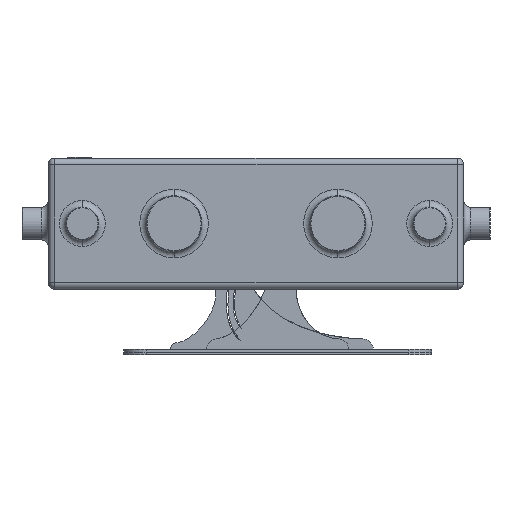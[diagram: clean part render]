
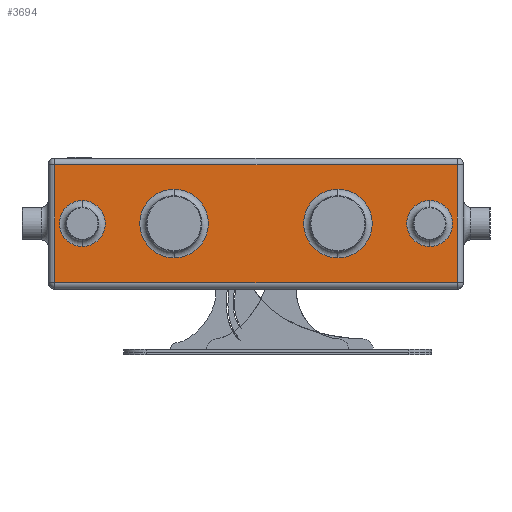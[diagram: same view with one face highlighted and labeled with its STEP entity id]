
A CAD part, left-side view. The second image highlights one B-rep face of the part: STEP entity #3694.
In plain terms, the highlighted planar face has unit normal (-1, 0, 0).
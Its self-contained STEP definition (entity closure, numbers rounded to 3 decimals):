
#247 = CIRCLE ( 'NONE', #16955, 17.5 ) ;
#451 = ORIENTED_EDGE ( 'NONE', *, *, #14648, .T. ) ;
#780 = DIRECTION ( 'NONE',  ( 1., 0., 0. ) ) ;
#1011 = DIRECTION ( 'NONE',  ( 0., 0., -1. ) ) ;
#1202 = CARTESIAN_POINT ( 'NONE',  ( -50., -132.5, 17.5 ) ) ;
#1652 = DIRECTION ( 'NONE',  ( 1., 0., 0. ) ) ;
#1741 = CARTESIAN_POINT ( 'NONE',  ( -50., 62.5, 0. ) ) ;
#1834 = CARTESIAN_POINT ( 'NONE',  ( -50., -62.5, -26.2 ) ) ;
#1853 = EDGE_CURVE ( 'NONE', #4873, #17463, #11661, .T. ) ;
#2282 = DIRECTION ( 'NONE',  ( 1., 0., 0. ) ) ;
#2485 = CARTESIAN_POINT ( 'NONE',  ( -50., -62.5, 26.2 ) ) ;
#2751 = FACE_BOUND ( 'NONE', #24039, .T. ) ;
#2859 = CIRCLE ( 'NONE', #27244, 17.5 ) ;
#3485 = EDGE_LOOP ( 'NONE', ( #28672, #13349, #25295, #18407 ) ) ;
#3566 = CARTESIAN_POINT ( 'NONE',  ( -50., -153.5, 50. ) ) ;
#3694 = ADVANCED_FACE ( 'NONE', ( #8678, #15777, #2751, #33015, #9085 ), #33693, .F. ) ;
#4376 = CARTESIAN_POINT ( 'NONE',  ( -50., 132.5, -17.5 ) ) ;
#4487 = CIRCLE ( 'NONE', #26621, 26.2 ) ;
#4768 = LINE ( 'NONE', #32313, #32505 ) ;
#4873 = VERTEX_POINT ( 'NONE', #19949 ) ;
#5115 = ORIENTED_EDGE ( 'NONE', *, *, #19696, .T. ) ;
#5154 = CIRCLE ( 'NONE', #34344, 26.2 ) ;
#5479 = VERTEX_POINT ( 'NONE', #4376 ) ;
#6368 = ORIENTED_EDGE ( 'NONE', *, *, #21915, .T. ) ;
#6618 = AXIS2_PLACEMENT_3D ( 'NONE', #24783, #33197, #1011 ) ;
#7570 = CARTESIAN_POINT ( 'NONE',  ( -50., -62.5, 0. ) ) ;
#7710 = CARTESIAN_POINT ( 'NONE',  ( -50., -132.5, 0. ) ) ;
#8678 = FACE_OUTER_BOUND ( 'NONE', #3485, .T. ) ;
#8690 = VECTOR ( 'NONE', #29173, 1000. ) ;
#9085 = FACE_BOUND ( 'NONE', #21942, .T. ) ;
#9102 = DIRECTION ( 'NONE',  ( 0., 0., -1. ) ) ;
#9315 = CARTESIAN_POINT ( 'NONE',  ( -50., 62.5, -26.2 ) ) ;
#10110 = EDGE_CURVE ( 'NONE', #27667, #30966, #2859, .T. ) ;
#10127 = AXIS2_PLACEMENT_3D ( 'NONE', #1741, #28653, #26048 ) ;
#10361 = DIRECTION ( 'NONE',  ( 0., 0., -1. ) ) ;
#10368 = CARTESIAN_POINT ( 'NONE',  ( -50., 132.5, 17.5 ) ) ;
#11215 = CARTESIAN_POINT ( 'NONE',  ( -50., -132.5, 0. ) ) ;
#11661 = LINE ( 'NONE', #28585, #31049 ) ;
#12475 = EDGE_LOOP ( 'NONE', ( #6368, #30860 ) ) ;
#12786 = DIRECTION ( 'NONE',  ( 0., -1., 0. ) ) ;
#12815 = VERTEX_POINT ( 'NONE', #9315 ) ;
#12929 = CIRCLE ( 'NONE', #24214, 17.5 ) ;
#13078 = ORIENTED_EDGE ( 'NONE', *, *, #23440, .T. ) ;
#13275 = CARTESIAN_POINT ( 'NONE',  ( -50., -158.5, 45. ) ) ;
#13349 = ORIENTED_EDGE ( 'NONE', *, *, #34617, .T. ) ;
#13848 = VERTEX_POINT ( 'NONE', #21135 ) ;
#13863 = DIRECTION ( 'NONE',  ( 0., 0., 1. ) ) ;
#14645 = CARTESIAN_POINT ( 'NONE',  ( -50., -132.5, -17.5 ) ) ;
#14648 = EDGE_CURVE ( 'NONE', #34634, #22158, #5154, .T. ) ;
#14658 = AXIS2_PLACEMENT_3D ( 'NONE', #14793, #1652, #17624 ) ;
#14793 = CARTESIAN_POINT ( 'NONE',  ( -50., -158.5, 50. ) ) ;
#14854 = VERTEX_POINT ( 'NONE', #29458 ) ;
#15042 = DIRECTION ( 'NONE',  ( 0., 0., -1. ) ) ;
#15332 = CARTESIAN_POINT ( 'NONE',  ( -50., -62.5, 0. ) ) ;
#15709 = CIRCLE ( 'NONE', #23763, 26.2 ) ;
#15777 = FACE_BOUND ( 'NONE', #28501, .T. ) ;
#16955 = AXIS2_PLACEMENT_3D ( 'NONE', #22457, #25189, #9102 ) ;
#16972 = VECTOR ( 'NONE', #13863, 1000. ) ;
#17463 = VERTEX_POINT ( 'NONE', #22149 ) ;
#17624 = DIRECTION ( 'NONE',  ( 0., 0., -1. ) ) ;
#18066 = DIRECTION ( 'NONE',  ( 0., 0., -1. ) ) ;
#18407 = ORIENTED_EDGE ( 'NONE', *, *, #21686, .T. ) ;
#19231 = EDGE_CURVE ( 'NONE', #13848, #33645, #28487, .T. ) ;
#19582 = EDGE_CURVE ( 'NONE', #31251, #5479, #247, .T. ) ;
#19696 = EDGE_CURVE ( 'NONE', #14854, #12815, #4487, .T. ) ;
#19949 = CARTESIAN_POINT ( 'NONE',  ( -50., 153.5, -45. ) ) ;
#20724 = LINE ( 'NONE', #3566, #16972 ) ;
#21135 = CARTESIAN_POINT ( 'NONE',  ( -50., -153.5, 45. ) ) ;
#21686 = EDGE_CURVE ( 'NONE', #17463, #13848, #20724, .T. ) ;
#21915 = EDGE_CURVE ( 'NONE', #5479, #31251, #27039, .T. ) ;
#21942 = EDGE_LOOP ( 'NONE', ( #13078, #25796 ) ) ;
#22149 = CARTESIAN_POINT ( 'NONE',  ( -50., -153.5, -45. ) ) ;
#22158 = VERTEX_POINT ( 'NONE', #1834 ) ;
#22457 = CARTESIAN_POINT ( 'NONE',  ( -50., 132.5, 0. ) ) ;
#23440 = EDGE_CURVE ( 'NONE', #30966, #27667, #12929, .T. ) ;
#23763 = AXIS2_PLACEMENT_3D ( 'NONE', #7570, #2282, #29309 ) ;
#24039 = EDGE_LOOP ( 'NONE', ( #25788, #451 ) ) ;
#24113 = DIRECTION ( 'NONE',  ( 0., 0., -1. ) ) ;
#24214 = AXIS2_PLACEMENT_3D ( 'NONE', #11215, #780, #25128 ) ;
#24783 = CARTESIAN_POINT ( 'NONE',  ( -50., 132.5, 0. ) ) ;
#25128 = DIRECTION ( 'NONE',  ( 0., 0., -1. ) ) ;
#25137 = ORIENTED_EDGE ( 'NONE', *, *, #31142, .T. ) ;
#25189 = DIRECTION ( 'NONE',  ( 1., 0., 0. ) ) ;
#25295 = ORIENTED_EDGE ( 'NONE', *, *, #1853, .T. ) ;
#25788 = ORIENTED_EDGE ( 'NONE', *, *, #34136, .T. ) ;
#25796 = ORIENTED_EDGE ( 'NONE', *, *, #10110, .T. ) ;
#26048 = DIRECTION ( 'NONE',  ( 0., 0., -1. ) ) ;
#26621 = AXIS2_PLACEMENT_3D ( 'NONE', #33708, #31171, #15042 ) ;
#27039 = CIRCLE ( 'NONE', #6618, 17.5 ) ;
#27098 = CARTESIAN_POINT ( 'NONE',  ( -50., 153.5, 45. ) ) ;
#27244 = AXIS2_PLACEMENT_3D ( 'NONE', #7710, #32237, #10361 ) ;
#27667 = VERTEX_POINT ( 'NONE', #1202 ) ;
#28487 = LINE ( 'NONE', #13275, #8690 ) ;
#28501 = EDGE_LOOP ( 'NONE', ( #25137, #5115 ) ) ;
#28585 = CARTESIAN_POINT ( 'NONE',  ( -50., -158.5, -45. ) ) ;
#28653 = DIRECTION ( 'NONE',  ( 1., 0., 0. ) ) ;
#28672 = ORIENTED_EDGE ( 'NONE', *, *, #19231, .T. ) ;
#29011 = CIRCLE ( 'NONE', #10127, 26.2 ) ;
#29173 = DIRECTION ( 'NONE',  ( 0., 1., 0. ) ) ;
#29309 = DIRECTION ( 'NONE',  ( 0., 0., -1. ) ) ;
#29458 = CARTESIAN_POINT ( 'NONE',  ( -50., 62.5, 26.2 ) ) ;
#30860 = ORIENTED_EDGE ( 'NONE', *, *, #19582, .T. ) ;
#30966 = VERTEX_POINT ( 'NONE', #14645 ) ;
#31049 = VECTOR ( 'NONE', #12786, 1000. ) ;
#31142 = EDGE_CURVE ( 'NONE', #12815, #14854, #29011, .T. ) ;
#31171 = DIRECTION ( 'NONE',  ( 1., 0., 0. ) ) ;
#31251 = VERTEX_POINT ( 'NONE', #10368 ) ;
#32237 = DIRECTION ( 'NONE',  ( 1., 0., 0. ) ) ;
#32313 = CARTESIAN_POINT ( 'NONE',  ( -50., 153.5, 50. ) ) ;
#32505 = VECTOR ( 'NONE', #24113, 1000. ) ;
#33015 = FACE_BOUND ( 'NONE', #12475, .T. ) ;
#33197 = DIRECTION ( 'NONE',  ( 1., 0., 0. ) ) ;
#33645 = VERTEX_POINT ( 'NONE', #27098 ) ;
#33693 = PLANE ( 'NONE',  #14658 ) ;
#33708 = CARTESIAN_POINT ( 'NONE',  ( -50., 62.5, 0. ) ) ;
#34118 = DIRECTION ( 'NONE',  ( 1., 0., 0. ) ) ;
#34136 = EDGE_CURVE ( 'NONE', #22158, #34634, #15709, .T. ) ;
#34344 = AXIS2_PLACEMENT_3D ( 'NONE', #15332, #34118, #18066 ) ;
#34617 = EDGE_CURVE ( 'NONE', #33645, #4873, #4768, .T. ) ;
#34634 = VERTEX_POINT ( 'NONE', #2485 ) ;
